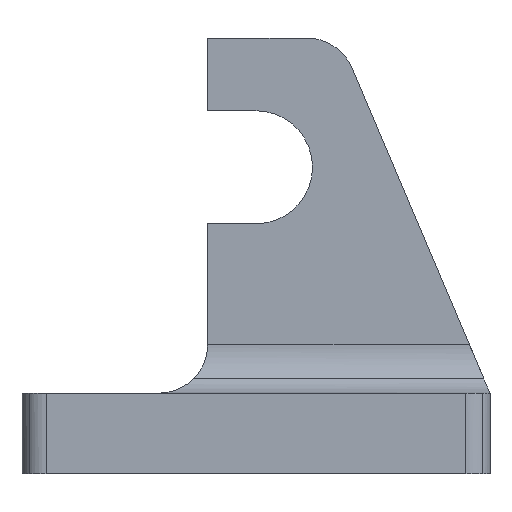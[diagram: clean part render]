
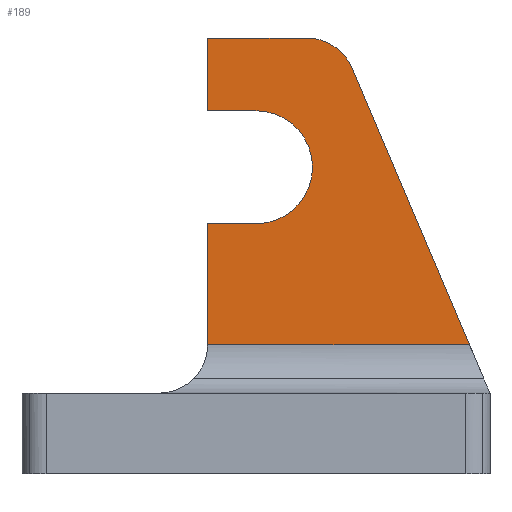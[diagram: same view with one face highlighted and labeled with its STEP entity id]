
A CAD part, left-side view. The second image highlights one B-rep face of the part: STEP entity #189.
In plain terms, the highlighted planar face has unit normal (-1, 0, 0).
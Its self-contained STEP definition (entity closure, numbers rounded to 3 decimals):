
#48=AXIS2_PLACEMENT_3D('Circle Axis2P3D',#46,#47,$) ;
#101=AXIS2_PLACEMENT_3D('Circle Axis2P3D',#99,#100,$) ;
#121=AXIS2_PLACEMENT_3D('Plane Axis2P3D',#118,#119,#120) ;
#160=AXIS2_PLACEMENT_3D('Circle Axis2P3D',#158,#159,$) ;
#43=CARTESIAN_POINT('Vertex',(-12.,19.337,53.003)) ;
#46=CARTESIAN_POINT('Axis2P3D Location',(-12.,22.648,48.)) ;
#50=CARTESIAN_POINT('Vertex',(-12.,17.125,50.344)) ;
#96=CARTESIAN_POINT('Vertex',(-12.,22.648,54.)) ;
#99=CARTESIAN_POINT('Axis2P3D Location',(-12.,22.648,48.)) ;
#118=CARTESIAN_POINT('Axis2P3D Location',(-12.,21.219,29.129)) ;
#123=CARTESIAN_POINT('Line Origine',(-12.,18.773,16.)) ;
#127=CARTESIAN_POINT('Vertex',(-12.,2.547,16.)) ;
#129=CARTESIAN_POINT('Vertex',(-12.,35.,16.)) ;
#132=CARTESIAN_POINT('Line Origine',(-12.,9.836,33.172)) ;
#137=CARTESIAN_POINT('Line Origine',(-12.,28.824,54.)) ;
#141=CARTESIAN_POINT('Vertex',(-12.,35.,54.)) ;
#144=CARTESIAN_POINT('Line Origine',(-12.,35.,49.5)) ;
#148=CARTESIAN_POINT('Vertex',(-12.,35.,45.)) ;
#151=CARTESIAN_POINT('Line Origine',(-12.,32.,45.)) ;
#155=CARTESIAN_POINT('Vertex',(-12.,29.,45.)) ;
#158=CARTESIAN_POINT('Axis2P3D Location',(-12.,29.,38.)) ;
#162=CARTESIAN_POINT('Vertex',(-12.,29.,31.)) ;
#165=CARTESIAN_POINT('Line Origine',(-12.,32.,31.)) ;
#169=CARTESIAN_POINT('Vertex',(-12.,35.,31.)) ;
#172=CARTESIAN_POINT('Line Origine',(-12.,35.,23.5)) ;
#47=DIRECTION('Axis2P3D Direction',(1.,0.,0.)) ;
#100=DIRECTION('Axis2P3D Direction',(1.,0.,0.)) ;
#119=DIRECTION('Axis2P3D Direction',(1.,-0.,0.)) ;
#120=DIRECTION('Axis2P3D XDirection',(0.,0.,-1.)) ;
#124=DIRECTION('Vector Direction',(0.,1.,0.)) ;
#133=DIRECTION('Vector Direction',(0.,-0.391,-0.921)) ;
#138=DIRECTION('Vector Direction',(0.,-1.,0.)) ;
#145=DIRECTION('Vector Direction',(0.,0.,1.)) ;
#152=DIRECTION('Vector Direction',(0.,-1.,0.)) ;
#159=DIRECTION('Axis2P3D Direction',(1.,-0.,0.)) ;
#166=DIRECTION('Vector Direction',(0.,1.,0.)) ;
#173=DIRECTION('Vector Direction',(0.,0.,1.)) ;
#125=VECTOR('Line Direction',#124,1.) ;
#134=VECTOR('Line Direction',#133,1.) ;
#139=VECTOR('Line Direction',#138,1.) ;
#146=VECTOR('Line Direction',#145,1.) ;
#153=VECTOR('Line Direction',#152,1.) ;
#167=VECTOR('Line Direction',#166,1.) ;
#174=VECTOR('Line Direction',#173,1.) ;
#178=ORIENTED_EDGE('',*,*,#131,.F.) ;
#179=ORIENTED_EDGE('',*,*,#136,.F.) ;
#180=ORIENTED_EDGE('',*,*,#52,.F.) ;
#181=ORIENTED_EDGE('',*,*,#103,.F.) ;
#182=ORIENTED_EDGE('',*,*,#143,.F.) ;
#183=ORIENTED_EDGE('',*,*,#150,.F.) ;
#184=ORIENTED_EDGE('',*,*,#157,.T.) ;
#185=ORIENTED_EDGE('',*,*,#164,.T.) ;
#186=ORIENTED_EDGE('',*,*,#171,.T.) ;
#187=ORIENTED_EDGE('',*,*,#176,.F.) ;
#189=ADVANCED_FACE('VERSCHLUSSSPANNER_TS_HC_3730_LP_357902',(#188),#122,.F.) ;
#49=CIRCLE('generated circle',#48,6.) ;
#102=CIRCLE('generated circle',#101,6.) ;
#161=CIRCLE('generated circle',#160,7.) ;
#52=EDGE_CURVE('',#44,#51,#49,.T.) ;
#103=EDGE_CURVE('',#97,#44,#102,.T.) ;
#131=EDGE_CURVE('',#128,#130,#126,.T.) ;
#136=EDGE_CURVE('',#51,#128,#135,.T.) ;
#143=EDGE_CURVE('',#142,#97,#140,.T.) ;
#150=EDGE_CURVE('',#149,#142,#147,.T.) ;
#157=EDGE_CURVE('',#149,#156,#154,.T.) ;
#164=EDGE_CURVE('',#156,#163,#161,.T.) ;
#171=EDGE_CURVE('',#163,#170,#168,.T.) ;
#176=EDGE_CURVE('',#130,#170,#175,.T.) ;
#177=EDGE_LOOP('',(#178,#179,#180,#181,#182,#183,#184,#185,#186,#187)) ;
#188=FACE_OUTER_BOUND('',#177,.T.) ;
#126=LINE('Line',#123,#125) ;
#135=LINE('Line',#132,#134) ;
#140=LINE('Line',#137,#139) ;
#147=LINE('Line',#144,#146) ;
#154=LINE('Line',#151,#153) ;
#168=LINE('Line',#165,#167) ;
#175=LINE('Line',#172,#174) ;
#122=PLANE('Plane',#121) ;
#44=VERTEX_POINT('',#43) ;
#51=VERTEX_POINT('',#50) ;
#97=VERTEX_POINT('',#96) ;
#128=VERTEX_POINT('',#127) ;
#130=VERTEX_POINT('',#129) ;
#142=VERTEX_POINT('',#141) ;
#149=VERTEX_POINT('',#148) ;
#156=VERTEX_POINT('',#155) ;
#163=VERTEX_POINT('',#162) ;
#170=VERTEX_POINT('',#169) ;
